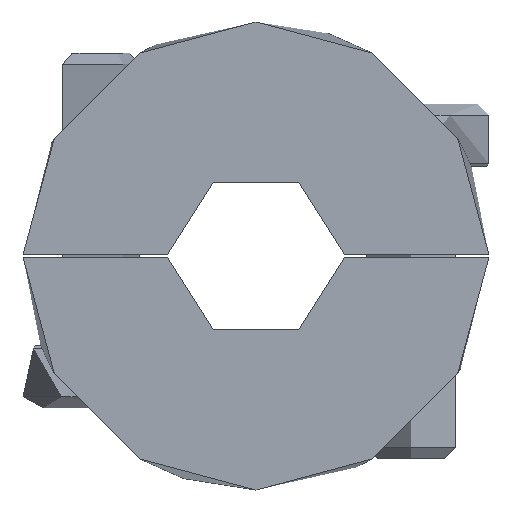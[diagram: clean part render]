
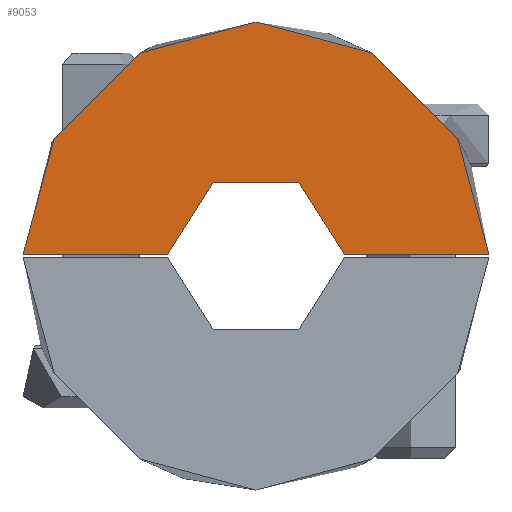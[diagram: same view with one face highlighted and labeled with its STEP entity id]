
A CAD part, front view. The second image highlights one B-rep face of the part: STEP entity #9053.
In plain terms, the highlighted planar face has unit normal (0, -1, 0).
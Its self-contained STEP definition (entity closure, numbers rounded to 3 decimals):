
#273 = DIRECTION ( 'NONE',  ( 0., 0., 1. ) ) ;
#1760 = EDGE_CURVE ( 'NONE', #15154, #11766, #14592, .T. ) ;
#2451 = CARTESIAN_POINT ( 'NONE',  ( -0.25, -6., 0. ) ) ;
#3011 = VECTOR ( 'NONE', #15657, 1000. ) ;
#3032 = ORIENTED_EDGE ( 'NONE', *, *, #4147, .F. ) ;
#3670 = FACE_OUTER_BOUND ( 'NONE', #17055, .T. ) ;
#3948 = DIRECTION ( 'NONE',  ( 0., -1., 0. ) ) ;
#4147 = EDGE_CURVE ( 'NONE', #6906, #15154, #4200, .T. ) ;
#4200 = LINE ( 'NONE', #15292, #11757 ) ;
#4811 = ORIENTED_EDGE ( 'NONE', *, *, #1760, .F. ) ;
#5266 = CARTESIAN_POINT ( 'NONE',  ( 0., -6., -3.992 ) ) ;
#5874 = CARTESIAN_POINT ( 'NONE',  ( 0., -6., 10.5 ) ) ;
#6368 = CARTESIAN_POINT ( 'NONE',  ( 0., -6., 3.992 ) ) ;
#6406 = DIRECTION ( 'NONE',  ( 0., 0., 1. ) ) ;
#6906 = VERTEX_POINT ( 'NONE', #19260 ) ;
#9053 = ADVANCED_FACE ( 'NONE', ( #3670 ), #15213, .F. ) ;
#9067 = AXIS2_PLACEMENT_3D ( 'NONE', #2451, #3948, #9755 ) ;
#9355 = AXIS2_PLACEMENT_3D ( 'NONE', #15401, #12347, #6406 ) ;
#9755 = DIRECTION ( 'NONE',  ( 0., 0., -1. ) ) ;
#9782 = ORIENTED_EDGE ( 'NONE', *, *, #19077, .F. ) ;
#10005 = DIRECTION ( 'NONE',  ( 0., 1., 0. ) ) ;
#10658 = AXIS2_PLACEMENT_3D ( 'NONE', #13089, #10005, #12955 ) ;
#11188 = VERTEX_POINT ( 'NONE', #5874 ) ;
#11757 = VECTOR ( 'NONE', #273, 1000. ) ;
#11766 = VERTEX_POINT ( 'NONE', #6368 ) ;
#12347 = DIRECTION ( 'NONE',  ( 0., 1., 0. ) ) ;
#12955 = DIRECTION ( 'NONE',  ( 0., 0., 1. ) ) ;
#13089 = CARTESIAN_POINT ( 'NONE',  ( 0., -6., 0. ) ) ;
#13690 = EDGE_CURVE ( 'NONE', #11766, #11188, #15923, .T. ) ;
#14160 = CARTESIAN_POINT ( 'NONE',  ( 0., -6., 3.992 ) ) ;
#14592 = CIRCLE ( 'NONE', #9067, 4. ) ;
#15154 = VERTEX_POINT ( 'NONE', #5266 ) ;
#15213 = PLANE ( 'NONE',  #9355 ) ;
#15292 = CARTESIAN_POINT ( 'NONE',  ( 0., -6., -10.5 ) ) ;
#15401 = CARTESIAN_POINT ( 'NONE',  ( 0., -6., 0. ) ) ;
#15657 = DIRECTION ( 'NONE',  ( 0., 0., 1. ) ) ;
#15923 = LINE ( 'NONE', #14160, #3011 ) ;
#17055 = EDGE_LOOP ( 'NONE', ( #9782, #19394, #4811, #3032 ) ) ;
#18917 = CIRCLE ( 'NONE', #10658, 10.5 ) ;
#19077 = EDGE_CURVE ( 'NONE', #11188, #6906, #18917, .T. ) ;
#19260 = CARTESIAN_POINT ( 'NONE',  ( 0., -6., -10.5 ) ) ;
#19394 = ORIENTED_EDGE ( 'NONE', *, *, #13690, .F. ) ;
